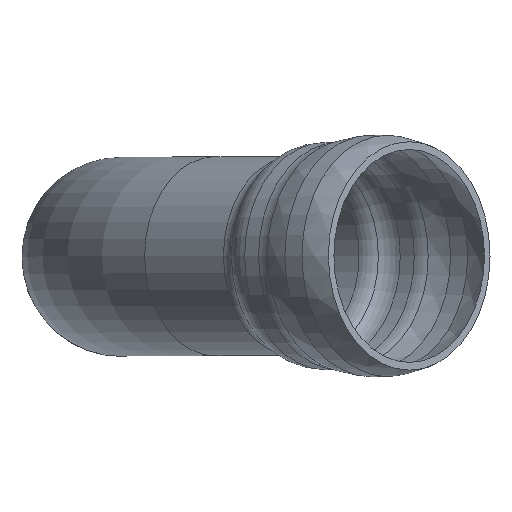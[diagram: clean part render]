
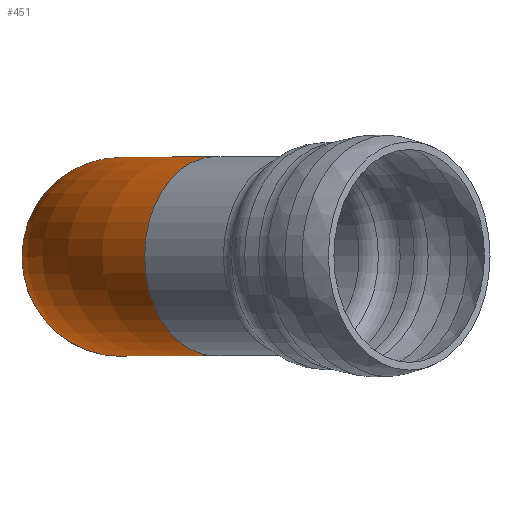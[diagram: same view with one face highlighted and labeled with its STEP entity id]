
A CAD part, top view. The second image highlights one B-rep face of the part: STEP entity #451.
In plain terms, the highlighted toroidal (fillet/blend) face has major radius 675 mm and minor radius 210 mm.
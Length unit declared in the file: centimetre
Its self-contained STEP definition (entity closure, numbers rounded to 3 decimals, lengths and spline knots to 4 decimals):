
#81=FACE_OUTER_BOUND('',#109,.T.);
#109=EDGE_LOOP('',(#400,#401,#402,#403,#404,#405));
#118=CIRCLE('',#466,21.);
#119=CIRCLE('',#467,21.);
#167=CIRCLE('',#532,21.);
#168=CIRCLE('',#533,21.);
#169=CIRCLE('',#534,46.5);
#175=VERTEX_POINT('',#731);
#176=VERTEX_POINT('',#732);
#212=VERTEX_POINT('',#949);
#213=VERTEX_POINT('',#950);
#221=EDGE_CURVE('',#175,#176,#118,.T.);
#222=EDGE_CURVE('',#176,#175,#119,.T.);
#277=EDGE_CURVE('',#212,#213,#167,.T.);
#278=EDGE_CURVE('',#213,#212,#168,.T.);
#279=EDGE_CURVE('',#212,#175,#169,.T.);
#400=ORIENTED_EDGE('',*,*,#277,.T.);
#401=ORIENTED_EDGE('',*,*,#278,.T.);
#402=ORIENTED_EDGE('',*,*,#279,.T.);
#403=ORIENTED_EDGE('',*,*,#221,.T.);
#404=ORIENTED_EDGE('',*,*,#222,.T.);
#405=ORIENTED_EDGE('',*,*,#279,.F.);
#427=TOROIDAL_SURFACE('',#531,67.5,21.);
#451=ADVANCED_FACE('',(#81),#427,.T.);
#466=AXIS2_PLACEMENT_3D('',#733,#561,#562);
#467=AXIS2_PLACEMENT_3D('',#734,#563,#564);
#531=AXIS2_PLACEMENT_3D('',#948,#698,#699);
#532=AXIS2_PLACEMENT_3D('',#951,#700,#701);
#533=AXIS2_PLACEMENT_3D('',#952,#702,#703);
#534=AXIS2_PLACEMENT_3D('',#953,#704,#705);
#561=DIRECTION('center_axis',(0.,0.,
1.));
#562=DIRECTION('ref_axis',(1.,0.,0.));
#563=DIRECTION('center_axis',(0.,0.,
1.));
#564=DIRECTION('ref_axis',(1.,0.,0.));
#698=DIRECTION('center_axis',(0.,1.,0.));
#699=DIRECTION('ref_axis',(-1.,0.,0.));
#700=DIRECTION('center_axis',(-0.707,0.,
-0.707));
#701=DIRECTION('ref_axis',(0.707,0.,-0.707));
#702=DIRECTION('center_axis',(-0.707,0.,
-0.707));
#703=DIRECTION('ref_axis',(0.707,0.,-0.707));
#704=DIRECTION('center_axis',(0.,-1.,0.));
#705=DIRECTION('ref_axis',(-1.,0.,0.));
#731=CARTESIAN_POINT('',(-12.5348,-139.3,-10.6036));
#732=CARTESIAN_POINT('',(-54.5348,-139.3,-10.6036));
#733=CARTESIAN_POINT('Origin',(-33.5348,-139.3,-10.6036));
#734=CARTESIAN_POINT('Origin',(-33.5348,-139.3,-10.6036));
#948=CARTESIAN_POINT('Origin',(33.9652,-139.3,-10.6036));
#949=CARTESIAN_POINT('',(1.0848,-139.3,22.2768));
#950=CARTESIAN_POINT('',(-28.6137,-139.3,51.9753));
#951=CARTESIAN_POINT('Origin',(-13.7645,-139.3,37.1261));
#952=CARTESIAN_POINT('Origin',(-13.7645,-139.3,37.1261));
#953=CARTESIAN_POINT('Origin',(33.9652,-139.3,-10.6036));
